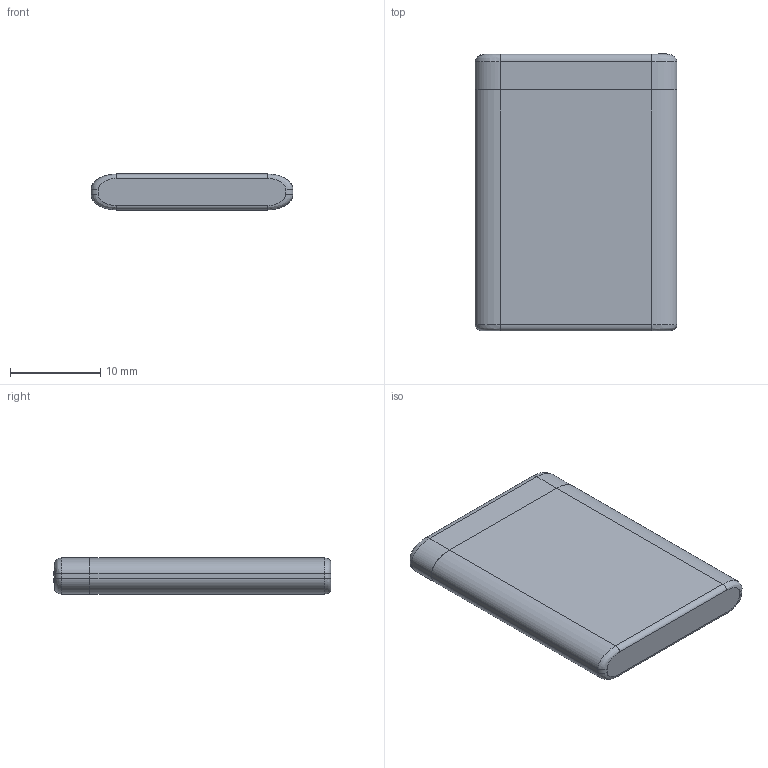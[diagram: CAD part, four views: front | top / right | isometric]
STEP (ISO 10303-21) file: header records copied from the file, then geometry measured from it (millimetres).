
FILE_DESCRIPTION(/* description */ (''),/* implementation_level */ '2;1');
FILE_NAME(/* name */ 'ear_battery_to_scale_OSSG.step',/* time_stamp */ '2022-03-18T22:26:56-04:00',/* author */ (''),/* organization */ (''),/* preprocessor_version */ 'ST-DEVELOPER v18.1',/* originating_system */ 'Autodesk Translation Framework v10.13.0.1454',/* authorisation */ '');
FILE_SCHEMA (('AUTOMOTIVE_DESIGN { 1 0 10303 214 3 1 1 }'));
Length unit declared in the file: millimetre
Products named in the file (1): ear_battery_to_scale
Bounding box: 22.4 x 30.8 x 4 mm (x, y, z)
Volume: 2609.4 mm3; surface area: 1820 mm2
Topology: 4 solids, 4 shells, 42 faces, 86 edges, 52 vertices
Faces by surface type: bspline 26, plane 16
Entity records: 1814 total; most frequent: CARTESIAN_POINT 935, ORIENTED_EDGE 172, DIRECTION 164, EDGE_CURVE 86, AXIS2_PLACEMENT_3D 61, VERTEX_POINT 52, ELLIPSE 44, LINE 42
